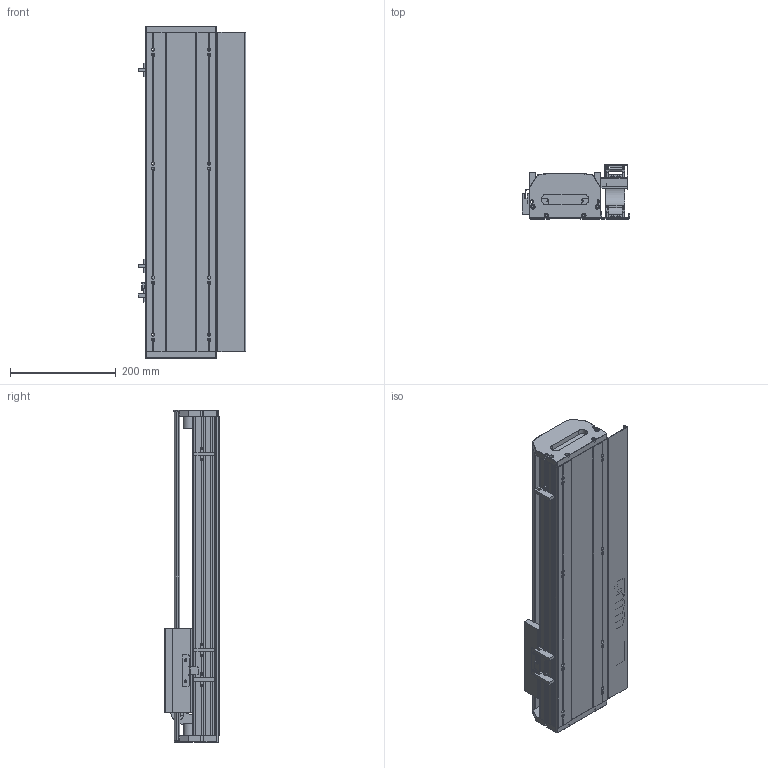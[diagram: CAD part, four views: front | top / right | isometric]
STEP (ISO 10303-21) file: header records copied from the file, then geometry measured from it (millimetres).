
FILE_DESCRIPTION (( 'STEP AP203' ), '1' );
FILE_NAME ('WLO14-C1-359.step', '2018-06-04T01:50:23', ( '' ), ( '' ), 'SwSTEP 2.0', 'SolidWorks 2016', '' );
FILE_SCHEMA (( 'CONFIG_CONTROL_DESIGN' ));
Length unit declared in the file: millimetre
Products named in the file (13): YO-135_癹弇結え; ELO1404; WLO14_黍芛覃淕輸; igus_B15.025; WLO1402; WLO14-翋賑輸; 埴翐滅袉輸-22X23-M5; WLO1408; WLO1401; WLO14-C1-359; WLO1411; ELO14_迍蟈裔啣-B15.025.038; WLO1403
Assembly tree (22 placements, depth 2):
  WLO14-C1-359
    WLO1401
    WLO1402  x2
    WLO14-翋賑輸
    ELO1404  x3
    WLO1403  x2
    WLO1408
    YO-135_癹弇結え
    WLO1411  x4
    埴翐滅袉輸-22X23-M5  x4
    igus_B15.025
    WLO14_黍芛覃淕輸
    ELO14_迍蟈裔啣-B15.025.038
Bounding box: 203.7 x 103 x 629 mm (x, y, z)
Volume: 3776876.6 mm3; surface area: 1037192.7 mm2
Topology: 30 solids, 30 shells, 2197 faces, 5919 edges, 3775 vertices
Faces by surface type: plane 1221, cylinder 778, cone 186, sphere 12
Entity records: 48676 total; most frequent: CARTESIAN_POINT 9294, ORIENTED_EDGE 7912, DIRECTION 7883, EDGE_CURVE 3956, VECTOR 2709, LINE 2709, AXIS2_PLACEMENT_3D 2587, VERTEX_POINT 2570
